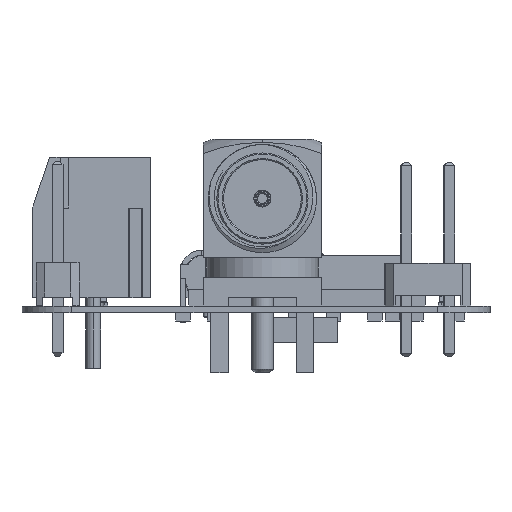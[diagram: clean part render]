
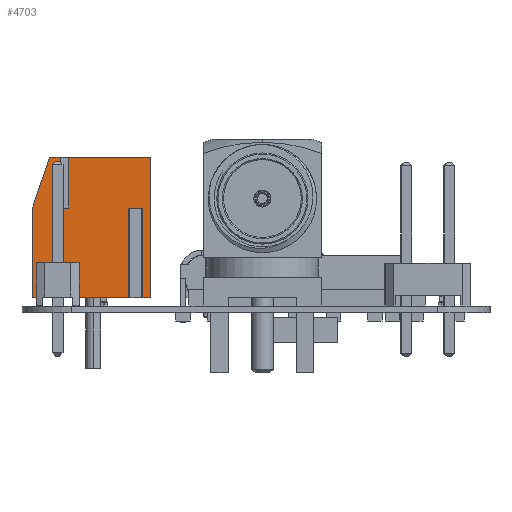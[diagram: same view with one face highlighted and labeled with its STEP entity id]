
A CAD part, front view. The second image highlights one B-rep face of the part: STEP entity #4703.
In plain terms, the highlighted face is planar.
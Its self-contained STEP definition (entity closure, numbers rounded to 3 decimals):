
#4322 = VERTEX_POINT('',#4323);
#4323 = CARTESIAN_POINT('',(3.5,-2.,-7.));
#4329 = EDGE_CURVE('',#4330,#4322,#4332,.T.);
#4330 = VERTEX_POINT('',#4331);
#4331 = CARTESIAN_POINT('',(3.5,-2.,-6.349));
#4332 = LINE('',#4333,#4334);
#4333 = CARTESIAN_POINT('',(3.5,-2.,-6.349));
#4334 = VECTOR('',#4335,1.);
#4335 = DIRECTION('',(0.,0.,-1.));
#4372 = VERTEX_POINT('',#4373);
#4373 = CARTESIAN_POINT('',(3.5,-2.,-5.849));
#4379 = EDGE_CURVE('',#4380,#4372,#4382,.T.);
#4380 = VERTEX_POINT('',#4381);
#4381 = CARTESIAN_POINT('',(3.5,-2.,0.));
#4382 = LINE('',#4383,#4384);
#4383 = CARTESIAN_POINT('',(3.5,-2.,0.));
#4384 = VECTOR('',#4385,1.);
#4385 = DIRECTION('',(0.,0.,-1.));
#4444 = EDGE_CURVE('',#4445,#4380,#4447,.T.);
#4445 = VERTEX_POINT('',#4446);
#4446 = CARTESIAN_POINT('',(3.5,3.3,0.));
#4447 = LINE('',#4448,#4449);
#4448 = CARTESIAN_POINT('',(3.5,3.3,0.));
#4449 = VECTOR('',#4450,1.);
#4450 = DIRECTION('',(0.,-1.,0.));
#4536 = EDGE_CURVE('',#4537,#4445,#4539,.T.);
#4537 = VERTEX_POINT('',#4538);
#4538 = CARTESIAN_POINT('',(3.5,6.3,-1.));
#4539 = LINE('',#4540,#4541);
#4540 = CARTESIAN_POINT('',(3.5,6.3,-1.));
#4541 = VECTOR('',#4542,1.);
#4542 = DIRECTION('',(0.,-0.949,0.316));
#4559 = EDGE_CURVE('',#4560,#4562,#4564,.T.);
#4560 = VERTEX_POINT('',#4561);
#4561 = CARTESIAN_POINT('',(3.5,6.3,-7.));
#4562 = VERTEX_POINT('',#4563);
#4563 = CARTESIAN_POINT('',(3.5,6.3,-2.154));
#4564 = LINE('',#4565,#4566);
#4565 = CARTESIAN_POINT('',(3.5,6.3,-7.));
#4566 = VECTOR('',#4567,1.);
#4567 = DIRECTION('',(0.,0.,1.));
#4618 = EDGE_CURVE('',#4619,#4537,#4621,.T.);
#4619 = VERTEX_POINT('',#4620);
#4620 = CARTESIAN_POINT('',(3.5,6.3,-1.644));
#4621 = LINE('',#4622,#4623);
#4622 = CARTESIAN_POINT('',(3.5,6.3,-1.644));
#4623 = VECTOR('',#4624,1.);
#4624 = DIRECTION('',(0.,0.,1.));
#4686 = VERTEX_POINT('',#4687);
#4687 = CARTESIAN_POINT('',(3.5,3.3,-2.154));
#4693 = EDGE_CURVE('',#4562,#4686,#4694,.T.);
#4694 = LINE('',#4695,#4696);
#4695 = CARTESIAN_POINT('',(3.5,6.3,-2.154));
#4696 = VECTOR('',#4697,1.);
#4697 = DIRECTION('',(0.,-1.,0.));
#4703 = ADVANCED_FACE('',(#4704),#4755,.T.);
#4704 = FACE_BOUND('',#4705,.T.);
#4705 = EDGE_LOOP('',(#4706,#4714,#4715,#4716,#4717,#4718,#4726,#4734,
    #4740,#4741,#4747,#4748,#4749));
#4706 = ORIENTED_EDGE('',*,*,#4707,.F.);
#4707 = EDGE_CURVE('',#4619,#4708,#4710,.T.);
#4708 = VERTEX_POINT('',#4709);
#4709 = CARTESIAN_POINT('',(3.5,3.3,-1.644));
#4710 = LINE('',#4711,#4712);
#4711 = CARTESIAN_POINT('',(3.5,6.3,-1.644));
#4712 = VECTOR('',#4713,1.);
#4713 = DIRECTION('',(0.,-1.,0.));
#4714 = ORIENTED_EDGE('',*,*,#4618,.T.);
#4715 = ORIENTED_EDGE('',*,*,#4536,.T.);
#4716 = ORIENTED_EDGE('',*,*,#4444,.T.);
#4717 = ORIENTED_EDGE('',*,*,#4379,.T.);
#4718 = ORIENTED_EDGE('',*,*,#4719,.T.);
#4719 = EDGE_CURVE('',#4372,#4720,#4722,.T.);
#4720 = VERTEX_POINT('',#4721);
#4721 = CARTESIAN_POINT('',(3.5,3.3,-5.849));
#4722 = LINE('',#4723,#4724);
#4723 = CARTESIAN_POINT('',(3.5,-2.,-5.849));
#4724 = VECTOR('',#4725,1.);
#4725 = DIRECTION('',(0.,1.,0.));
#4726 = ORIENTED_EDGE('',*,*,#4727,.T.);
#4727 = EDGE_CURVE('',#4720,#4728,#4730,.T.);
#4728 = VERTEX_POINT('',#4729);
#4729 = CARTESIAN_POINT('',(3.5,3.3,-6.349));
#4730 = LINE('',#4731,#4732);
#4731 = CARTESIAN_POINT('',(3.5,3.3,-5.849));
#4732 = VECTOR('',#4733,1.);
#4733 = DIRECTION('',(0.,0.,-1.));
#4734 = ORIENTED_EDGE('',*,*,#4735,.F.);
#4735 = EDGE_CURVE('',#4330,#4728,#4736,.T.);
#4736 = LINE('',#4737,#4738);
#4737 = CARTESIAN_POINT('',(3.5,-2.,-6.349));
#4738 = VECTOR('',#4739,1.);
#4739 = DIRECTION('',(0.,1.,0.));
#4740 = ORIENTED_EDGE('',*,*,#4329,.T.);
#4741 = ORIENTED_EDGE('',*,*,#4742,.T.);
#4742 = EDGE_CURVE('',#4322,#4560,#4743,.T.);
#4743 = LINE('',#4744,#4745);
#4744 = CARTESIAN_POINT('',(3.5,-2.,-7.));
#4745 = VECTOR('',#4746,1.);
#4746 = DIRECTION('',(0.,1.,0.));
#4747 = ORIENTED_EDGE('',*,*,#4559,.T.);
#4748 = ORIENTED_EDGE('',*,*,#4693,.T.);
#4749 = ORIENTED_EDGE('',*,*,#4750,.F.);
#4750 = EDGE_CURVE('',#4708,#4686,#4751,.T.);
#4751 = LINE('',#4752,#4753);
#4752 = CARTESIAN_POINT('',(3.5,3.3,-1.644));
#4753 = VECTOR('',#4754,1.);
#4754 = DIRECTION('',(0.,0.,-1.));
#4755 = PLANE('',#4756);
#4756 = AXIS2_PLACEMENT_3D('',#4757,#4758,#4759);
#4757 = CARTESIAN_POINT('',(3.5,0.,0.));
#4758 = DIRECTION('',(1.,0.,0.));
#4759 = DIRECTION('',(0.,1.,-0.));
